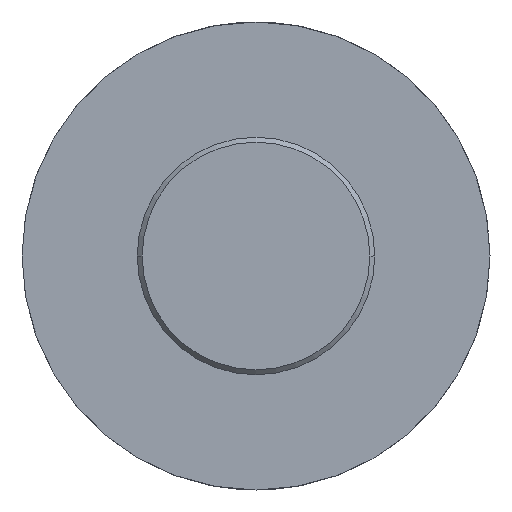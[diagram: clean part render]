
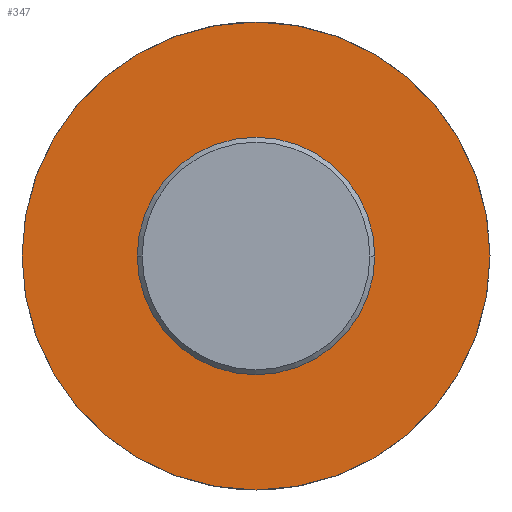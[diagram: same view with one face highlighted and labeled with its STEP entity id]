
A CAD part, front view. The second image highlights one B-rep face of the part: STEP entity #347.
In plain terms, the highlighted planar face has unit normal (0, -1, 0).
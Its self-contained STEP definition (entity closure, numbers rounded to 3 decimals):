
#1 = FACE_BOUND ( 'NONE', #383, .T. ) ;
#4 = DIRECTION ( 'NONE',  ( -1., 0., 0. ) ) ;
#52 = PLANE ( 'NONE',  #463 ) ;
#79 = EDGE_CURVE ( 'NONE', #507, #282, #412, .T. ) ;
#112 = AXIS2_PLACEMENT_3D ( 'NONE', #320, #128, #547 ) ;
#128 = DIRECTION ( 'NONE',  ( 0., 1., 0. ) ) ;
#142 = DIRECTION ( 'NONE',  ( 0., 1., 0. ) ) ;
#157 = DIRECTION ( 'NONE',  ( 0., 1., 0. ) ) ;
#175 = CIRCLE ( 'NONE', #311, 1.7 ) ;
#192 = CARTESIAN_POINT ( 'NONE',  ( 0., 117.7, 0. ) ) ;
#208 = EDGE_CURVE ( 'NONE', #282, #507, #275, .T. ) ;
#235 = CARTESIAN_POINT ( 'NONE',  ( 0., 117.7, 0. ) ) ;
#236 = DIRECTION ( 'NONE',  ( 0., -1., 0. ) ) ;
#240 = ORIENTED_EDGE ( 'NONE', *, *, #208, .F. ) ;
#251 = VERTEX_POINT ( 'NONE', #514 ) ;
#254 = DIRECTION ( 'NONE',  ( -1., 0., 0. ) ) ;
#275 = CIRCLE ( 'NONE', #369, 3.35 ) ;
#282 = VERTEX_POINT ( 'NONE', #430 ) ;
#311 = AXIS2_PLACEMENT_3D ( 'NONE', #491, #157, #254 ) ;
#318 = EDGE_CURVE ( 'NONE', #556, #251, #538, .T. ) ;
#320 = CARTESIAN_POINT ( 'NONE',  ( 0., 117.7, 0. ) ) ;
#347 = ADVANCED_FACE ( 'NONE', ( #1, #405 ), #52, .T. ) ;
#349 = CARTESIAN_POINT ( 'NONE',  ( 1.7, 117.7, 0. ) ) ;
#351 = ORIENTED_EDGE ( 'NONE', *, *, #574, .T. ) ;
#352 = EDGE_LOOP ( 'NONE', ( #520, #240 ) ) ;
#369 = AXIS2_PLACEMENT_3D ( 'NONE', #192, #385, #513 ) ;
#383 = EDGE_LOOP ( 'NONE', ( #351, #576 ) ) ;
#385 = DIRECTION ( 'NONE',  ( 0., 1., 0. ) ) ;
#405 = FACE_OUTER_BOUND ( 'NONE', #352, .T. ) ;
#412 = CIRCLE ( 'NONE', #112, 3.35 ) ;
#426 = DIRECTION ( 'NONE',  ( 1., 0., 0. ) ) ;
#430 = CARTESIAN_POINT ( 'NONE',  ( 3.35, 117.7, 0. ) ) ;
#435 = CARTESIAN_POINT ( 'NONE',  ( -3.35, 117.7, 0. ) ) ;
#463 = AXIS2_PLACEMENT_3D ( 'NONE', #521, #236, #426 ) ;
#491 = CARTESIAN_POINT ( 'NONE',  ( 0., 117.7, 0. ) ) ;
#507 = VERTEX_POINT ( 'NONE', #435 ) ;
#513 = DIRECTION ( 'NONE',  ( -1., 0., 0. ) ) ;
#514 = CARTESIAN_POINT ( 'NONE',  ( -1.7, 117.7, 0. ) ) ;
#515 = AXIS2_PLACEMENT_3D ( 'NONE', #235, #142, #4 ) ;
#520 = ORIENTED_EDGE ( 'NONE', *, *, #79, .F. ) ;
#521 = CARTESIAN_POINT ( 'NONE',  ( -3.35, 117.7, 0. ) ) ;
#538 = CIRCLE ( 'NONE', #515, 1.7 ) ;
#547 = DIRECTION ( 'NONE',  ( -1., 0., 0. ) ) ;
#556 = VERTEX_POINT ( 'NONE', #349 ) ;
#574 = EDGE_CURVE ( 'NONE', #251, #556, #175, .T. ) ;
#576 = ORIENTED_EDGE ( 'NONE', *, *, #318, .T. ) ;
